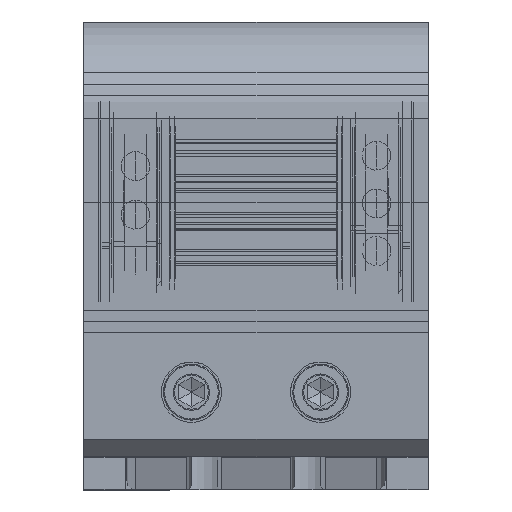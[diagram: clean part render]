
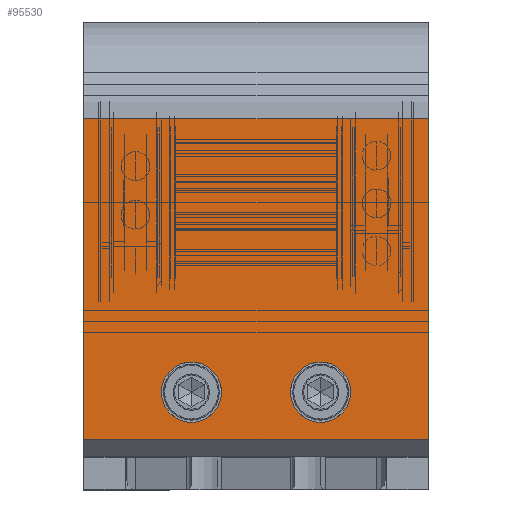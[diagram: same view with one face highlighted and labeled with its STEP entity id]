
A CAD part, top view. The second image highlights one B-rep face of the part: STEP entity #95530.
In plain terms, the highlighted planar face has unit normal (0, 0, 1).
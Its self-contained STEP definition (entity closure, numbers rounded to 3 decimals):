
#776 = PLANE ( 'NONE',  #287014 ) ;
#2613 = CARTESIAN_POINT ( 'NONE',  ( 185.798, 159.238, 570.351 ) ) ;
#3170 = DIRECTION ( 'NONE',  ( 0., 0., 1. ) ) ;
#6366 = DIRECTION ( 'NONE',  ( 1., 0., 0. ) ) ;
#7368 = LINE ( 'NONE', #345802, #214228 ) ;
#12537 = DIRECTION ( 'NONE',  ( -1., 0., 0. ) ) ;
#13600 = VERTEX_POINT ( 'NONE', #306996 ) ;
#16295 = EDGE_CURVE ( 'NONE', #13600, #67988, #20355, .T. ) ;
#20355 = CIRCLE ( 'NONE', #26282, 7. ) ;
#20408 = DIRECTION ( 'NONE',  ( 1., 0., 0. ) ) ;
#26282 = AXIS2_PLACEMENT_3D ( 'NONE', #181182, #320563, #65761 ) ;
#26853 = FACE_BOUND ( 'NONE', #208989, .T. ) ;
#31890 = EDGE_CURVE ( 'NONE', #38244, #122616, #270151, .T. ) ;
#34272 = CARTESIAN_POINT ( 'NONE',  ( 160.798, 174.238, 570.351 ) ) ;
#37378 = VERTEX_POINT ( 'NONE', #321912 ) ;
#38244 = VERTEX_POINT ( 'NONE', #275365 ) ;
#44848 = ORIENTED_EDGE ( 'NONE', *, *, #31890, .F. ) ;
#46604 = VECTOR ( 'NONE', #299206, 1000. ) ;
#53982 = CIRCLE ( 'NONE', #309291, 7. ) ;
#64072 = CARTESIAN_POINT ( 'NONE',  ( 185.798, 163.238, 570.351 ) ) ;
#65761 = DIRECTION ( 'NONE',  ( 1., 0., 0. ) ) ;
#67207 = EDGE_CURVE ( 'NONE', #105180, #308853, #324823, .T. ) ;
#67988 = VERTEX_POINT ( 'NONE', #196864 ) ;
#70068 = CARTESIAN_POINT ( 'NONE',  ( 185.798, 159.238, 570.351 ) ) ;
#72604 = CARTESIAN_POINT ( 'NONE',  ( 185.798, 237.738, 570.351 ) ) ;
#89909 = EDGE_LOOP ( 'NONE', ( #274469, #237106, #254239, #169594 ) ) ;
#95530 = ADVANCED_FACE ( 'NONE', ( #285258, #26853, #199651 ), #776, .F. ) ;
#105180 = VERTEX_POINT ( 'NONE', #72604 ) ;
#112674 = CARTESIAN_POINT ( 'NONE',  ( 167.798, 174.238, 570.351 ) ) ;
#122616 = VERTEX_POINT ( 'NONE', #112674 ) ;
#133939 = DIRECTION ( 'NONE',  ( 0., 0., 1. ) ) ;
#159822 = CARTESIAN_POINT ( 'NONE',  ( 185.798, 163.238, 570.351 ) ) ;
#169594 = ORIENTED_EDGE ( 'NONE', *, *, #343923, .T. ) ;
#176441 = AXIS2_PLACEMENT_3D ( 'NONE', #222627, #3170, #308146 ) ;
#180317 = DIRECTION ( 'NONE',  ( 0., -1., 0. ) ) ;
#181182 = CARTESIAN_POINT ( 'NONE',  ( 130.798, 174.238, 570.351 ) ) ;
#183554 = DIRECTION ( 'NONE',  ( 0., -1., 0. ) ) ;
#196864 = CARTESIAN_POINT ( 'NONE',  ( 123.798, 174.238, 570.351 ) ) ;
#197862 = DIRECTION ( 'NONE',  ( -1., 0., 0. ) ) ;
#199651 = FACE_OUTER_BOUND ( 'NONE', #89909, .T. ) ;
#201321 = VECTOR ( 'NONE', #12537, 1000. ) ;
#206507 = ORIENTED_EDGE ( 'NONE', *, *, #213155, .F. ) ;
#208989 = EDGE_LOOP ( 'NONE', ( #235058, #44848 ) ) ;
#209649 = CARTESIAN_POINT ( 'NONE',  ( 185.798, 237.738, 570.351 ) ) ;
#213155 = EDGE_CURVE ( 'NONE', #67988, #13600, #330805, .T. ) ;
#213688 = LINE ( 'NONE', #159822, #46604 ) ;
#214228 = VECTOR ( 'NONE', #180317, 1000. ) ;
#222627 = CARTESIAN_POINT ( 'NONE',  ( 130.798, 174.238, 570.351 ) ) ;
#235058 = ORIENTED_EDGE ( 'NONE', *, *, #257548, .F. ) ;
#237106 = ORIENTED_EDGE ( 'NONE', *, *, #301238, .T. ) ;
#240387 = AXIS2_PLACEMENT_3D ( 'NONE', #34272, #261118, #6366 ) ;
#254239 = ORIENTED_EDGE ( 'NONE', *, *, #67207, .F. ) ;
#257548 = EDGE_CURVE ( 'NONE', #122616, #38244, #53982, .T. ) ;
#261118 = DIRECTION ( 'NONE',  ( 0., 0., 1. ) ) ;
#270151 = CIRCLE ( 'NONE', #240387, 7. ) ;
#271518 = CARTESIAN_POINT ( 'NONE',  ( 160.798, 174.238, 570.351 ) ) ;
#272952 = VECTOR ( 'NONE', #183554, 1000. ) ;
#274469 = ORIENTED_EDGE ( 'NONE', *, *, #282425, .T. ) ;
#275365 = CARTESIAN_POINT ( 'NONE',  ( 153.798, 174.238, 570.351 ) ) ;
#282425 = EDGE_CURVE ( 'NONE', #37378, #303259, #7368, .T. ) ;
#285258 = FACE_BOUND ( 'NONE', #328019, .T. ) ;
#287014 = AXIS2_PLACEMENT_3D ( 'NONE', #2613, #341033, #197862 ) ;
#299206 = DIRECTION ( 'NONE',  ( 1., 0., 0. ) ) ;
#301238 = EDGE_CURVE ( 'NONE', #303259, #308853, #213688, .T. ) ;
#303259 = VERTEX_POINT ( 'NONE', #337613 ) ;
#306996 = CARTESIAN_POINT ( 'NONE',  ( 137.798, 174.238, 570.351 ) ) ;
#308146 = DIRECTION ( 'NONE',  ( 1., 0., 0. ) ) ;
#308853 = VERTEX_POINT ( 'NONE', #64072 ) ;
#309291 = AXIS2_PLACEMENT_3D ( 'NONE', #271518, #133939, #20408 ) ;
#320563 = DIRECTION ( 'NONE',  ( 0., 0., 1. ) ) ;
#321206 = LINE ( 'NONE', #209649, #201321 ) ;
#321912 = CARTESIAN_POINT ( 'NONE',  ( 105.798, 237.738, 570.351 ) ) ;
#324823 = LINE ( 'NONE', #70068, #272952 ) ;
#328019 = EDGE_LOOP ( 'NONE', ( #351607, #206507 ) ) ;
#330805 = CIRCLE ( 'NONE', #176441, 7. ) ;
#337613 = CARTESIAN_POINT ( 'NONE',  ( 105.798, 163.238, 570.351 ) ) ;
#341033 = DIRECTION ( 'NONE',  ( 0., 0., -1. ) ) ;
#343923 = EDGE_CURVE ( 'NONE', #105180, #37378, #321206, .T. ) ;
#345802 = CARTESIAN_POINT ( 'NONE',  ( 105.798, 159.238, 570.351 ) ) ;
#351607 = ORIENTED_EDGE ( 'NONE', *, *, #16295, .F. ) ;
